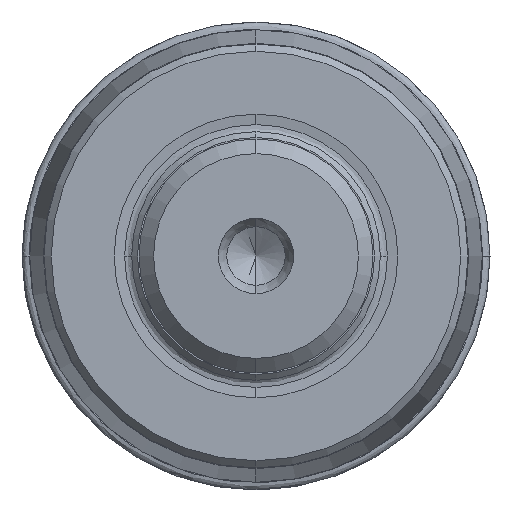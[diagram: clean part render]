
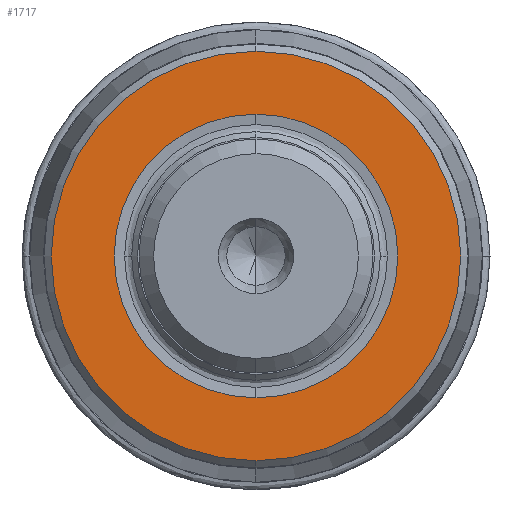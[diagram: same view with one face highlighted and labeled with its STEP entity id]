
A CAD part, left-side view. The second image highlights one B-rep face of the part: STEP entity #1717.
In plain terms, the highlighted planar face has unit normal (-1, 0, 0).
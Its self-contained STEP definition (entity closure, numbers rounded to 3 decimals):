
#46 = EDGE_CURVE ( 'NONE', #1925, #1926, #1992, .T. ) ;
#58 = EDGE_CURVE ( 'NONE', #1930, #1919, #2009, .T. ) ;
#63 = EDGE_CURVE ( 'NONE', #1926, #1925, #1843, .T. ) ;
#194 = EDGE_CURVE ( 'NONE', #1919, #1930, #762, .T. ) ;
#267 = AXIS2_PLACEMENT_3D ( 'NONE', #824, #825, #826 ) ;
#271 = AXIS2_PLACEMENT_3D ( 'NONE', #853, #854, #855 ) ;
#273 = AXIS2_PLACEMENT_3D ( 'NONE', #864, #865, #866 ) ;
#762 = CIRCLE ( 'NONE', #1762, 14. ) ;
#824 = CARTESIAN_POINT ( 'NONE',  ( -41.25, 0., 0. ) ) ;
#825 = DIRECTION ( 'NONE',  ( -1., 0., 0. ) ) ;
#826 = DIRECTION ( 'NONE',  ( 0., 0., 1. ) ) ;
#853 = CARTESIAN_POINT ( 'NONE',  ( -41.25, 0., 0. ) ) ;
#854 = DIRECTION ( 'NONE',  ( -1., 0., 0. ) ) ;
#855 = DIRECTION ( 'NONE',  ( 0., 0., -1. ) ) ;
#864 = CARTESIAN_POINT ( 'NONE',  ( -41.25, 0., 0. ) ) ;
#865 = DIRECTION ( 'NONE',  ( -1., 0., 0. ) ) ;
#866 = DIRECTION ( 'NONE',  ( 0., 0., 1. ) ) ;
#960 = FACE_OUTER_BOUND ( 'NONE', #2692, .T. ) ;
#985 = FACE_BOUND ( 'NONE', #2672, .T. ) ;
#1338 = DIRECTION ( 'NONE',  ( -1., 0., 0. ) ) ;
#1340 = CARTESIAN_POINT ( 'NONE',  ( -41.25, 14.168, -14.168 ) ) ;
#1342 = PLANE ( 'NONE',  #3056 ) ;
#1344 = DIRECTION ( 'NONE',  ( 0., -1., 0. ) ) ;
#1405 = CARTESIAN_POINT ( 'NONE',  ( -41.25, 0., -14. ) ) ;
#1411 = CARTESIAN_POINT ( 'NONE',  ( -41.25, 0., -9.7 ) ) ;
#1412 = CARTESIAN_POINT ( 'NONE',  ( -41.25, 0., 9.7 ) ) ;
#1416 = CARTESIAN_POINT ( 'NONE',  ( -41.25, 0., 14. ) ) ;
#1534 = ORIENTED_EDGE ( 'NONE', *, *, #58, .T. ) ;
#1535 = ORIENTED_EDGE ( 'NONE', *, *, #194, .T. ) ;
#1536 = ORIENTED_EDGE ( 'NONE', *, *, #46, .F. ) ;
#1537 = ORIENTED_EDGE ( 'NONE', *, *, #63, .F. ) ;
#1717 = ADVANCED_FACE ( 'NONE', ( #985, #960 ), #1342, .T. ) ;
#1762 = AXIS2_PLACEMENT_3D ( 'NONE', #2172, #2173, #2174 ) ;
#1843 = CIRCLE ( 'NONE', #273, 9.7 ) ;
#1919 = VERTEX_POINT ( 'NONE', #1405 ) ;
#1925 = VERTEX_POINT ( 'NONE', #1411 ) ;
#1926 = VERTEX_POINT ( 'NONE', #1412 ) ;
#1930 = VERTEX_POINT ( 'NONE', #1416 ) ;
#1992 = CIRCLE ( 'NONE', #267, 9.7 ) ;
#2009 = CIRCLE ( 'NONE', #271, 14. ) ;
#2172 = CARTESIAN_POINT ( 'NONE',  ( -41.25, 0., 0. ) ) ;
#2173 = DIRECTION ( 'NONE',  ( -1., 0., 0. ) ) ;
#2174 = DIRECTION ( 'NONE',  ( 0., 0., -1. ) ) ;
#2672 = EDGE_LOOP ( 'NONE', ( #1537, #1536 ) ) ;
#2692 = EDGE_LOOP ( 'NONE', ( #1535, #1534 ) ) ;
#3056 = AXIS2_PLACEMENT_3D ( 'NONE', #1340, #1338, #1344 ) ;
